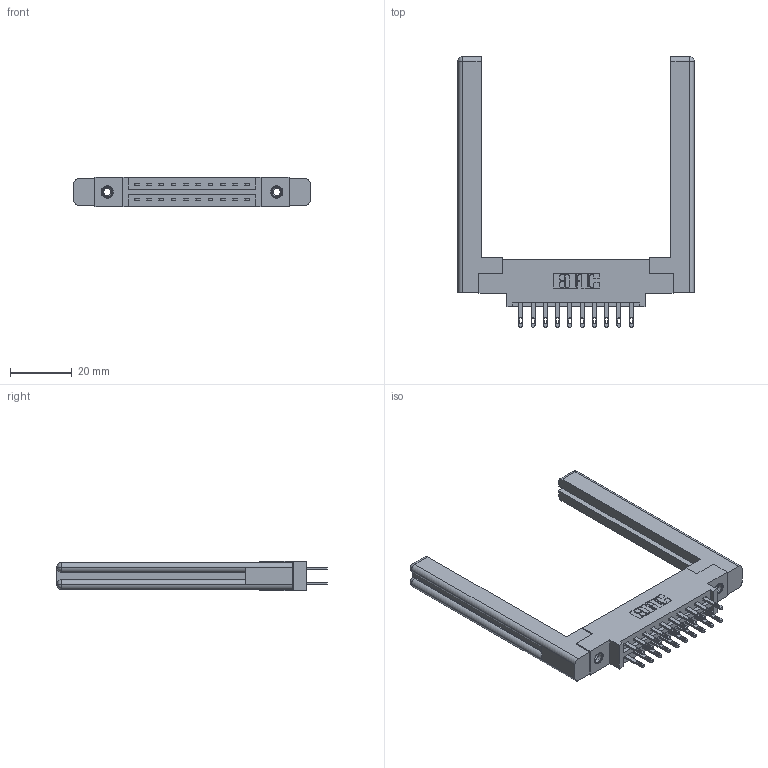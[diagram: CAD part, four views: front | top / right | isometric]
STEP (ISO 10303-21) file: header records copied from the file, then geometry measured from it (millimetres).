
FILE_DESCRIPTION (( 'STEP AP203' ), '1' );
FILE_NAME ('337-020-500-858.STEP', '2019-10-10T19:08:02', ( '' ), ( '' ), 'SwSTEP 2.0', 'SolidWorks 2016', '' );
FILE_SCHEMA (( 'CONFIG_CONTROL_DESIGN' ));
Length unit declared in the file: inch
Products named in the file (5): 337 Part_0.170 Offset - 0.156 Dia-TI; 345-292-001_345-293-100; 337-020-500-858; 345-250-001_345-250-001-102; 307-220-058
Assembly tree (25 placements, depth 2):
  337-020-500-858
    337 Part_0.170 Offset - 0.156 Dia-TI
    345-292-001_345-293-100  x20
    345-250-001_345-250-001-102  x2
    307-220-058  x2
Bounding box: 76.25 x 87.25 x 9.4 mm (x, y, z)
Volume: 14695.9 mm3; surface area: 13605 mm2
Topology: 25 solids, 25 shells, 1260 faces, 3737 edges, 2478 vertices
Faces by surface type: plane 798, cylinder 438, cone 12, torus 12
Entity records: 14588 total; most frequent: CARTESIAN_POINT 2493, ORIENTED_EDGE 2368, DIRECTION 2196, EDGE_CURVE 1184, LINE 1004, VECTOR 1004, VERTEX_POINT 782, AXIS2_PLACEMENT_3D 596
